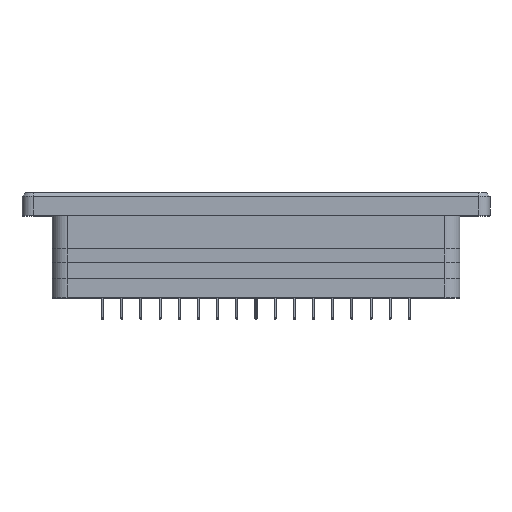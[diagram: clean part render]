
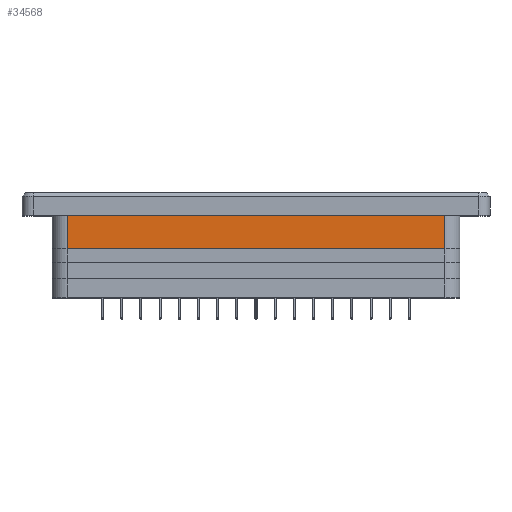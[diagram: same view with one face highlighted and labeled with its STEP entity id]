
A CAD part, top view. The second image highlights one B-rep face of the part: STEP entity #34568.
In plain terms, the highlighted planar face has unit normal (0, 0, 1).
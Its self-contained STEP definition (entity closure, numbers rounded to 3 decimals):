
#166 = LINE ( 'NONE', #1163, #11087 ) ;
#215 = CARTESIAN_POINT ( 'NONE',  ( -94.089, 31.134, 27. ) ) ;
#344 = CARTESIAN_POINT ( 'NONE',  ( -46.754, 31.134, 27. ) ) ;
#1163 = CARTESIAN_POINT ( 'NONE',  ( -96.089, 26.684, 27. ) ) ;
#2080 = VERTEX_POINT ( 'NONE', #215 ) ;
#3262 = VECTOR ( 'NONE', #7572, 1000. ) ;
#3776 = AXIS2_PLACEMENT_3D ( 'NONE', #34593, #41124, #21179 ) ;
#4883 = CARTESIAN_POINT ( 'NONE',  ( -96.089, 31.134, 27. ) ) ;
#5152 = ORIENTED_EDGE ( 'NONE', *, *, #13471, .F. ) ;
#5949 = VECTOR ( 'NONE', #38665, 1000. ) ;
#7572 = DIRECTION ( 'NONE',  ( 0., 1., 0. ) ) ;
#7958 = CARTESIAN_POINT ( 'NONE',  ( -94.089, 26.684, 27. ) ) ;
#8223 = EDGE_CURVE ( 'NONE', #32360, #12881, #15355, .T. ) ;
#11087 = VECTOR ( 'NONE', #21264, 1000. ) ;
#11559 = DIRECTION ( 'NONE',  ( 1., 0., 0. ) ) ;
#12881 = VERTEX_POINT ( 'NONE', #36900 ) ;
#13471 = EDGE_CURVE ( 'NONE', #31056, #32360, #24594, .T. ) ;
#13631 = ORIENTED_EDGE ( 'NONE', *, *, #29469, .T. ) ;
#13735 = ORIENTED_EDGE ( 'NONE', *, *, #29583, .T. ) ;
#15212 = VERTEX_POINT ( 'NONE', #18304 ) ;
#15355 = LINE ( 'NONE', #22526, #40637 ) ;
#16087 = ORIENTED_EDGE ( 'NONE', *, *, #41307, .F. ) ;
#17636 = LINE ( 'NONE', #4883, #37754 ) ;
#18304 = CARTESIAN_POINT ( 'NONE',  ( -44.089, 26.684, 27. ) ) ;
#19355 = VERTEX_POINT ( 'NONE', #7958 ) ;
#20186 = ORIENTED_EDGE ( 'NONE', *, *, #8223, .F. ) ;
#21179 = DIRECTION ( 'NONE',  ( -1., 0., 0. ) ) ;
#21264 = DIRECTION ( 'NONE',  ( 1., 0., 0. ) ) ;
#22526 = CARTESIAN_POINT ( 'NONE',  ( -96.089, 31.134, 27. ) ) ;
#23925 = FACE_OUTER_BOUND ( 'NONE', #26223, .T. ) ;
#24171 = CARTESIAN_POINT ( 'NONE',  ( -44.089, 31.134, 27. ) ) ;
#24594 = LINE ( 'NONE', #39201, #34948 ) ;
#26223 = EDGE_LOOP ( 'NONE', ( #27179, #13735, #13631, #20186, #5152, #16087 ) ) ;
#27179 = ORIENTED_EDGE ( 'NONE', *, *, #37692, .T. ) ;
#28630 = LINE ( 'NONE', #24171, #3262 ) ;
#29469 = EDGE_CURVE ( 'NONE', #15212, #12881, #28630, .T. ) ;
#29583 = EDGE_CURVE ( 'NONE', #19355, #15212, #166, .T. ) ;
#31056 = VERTEX_POINT ( 'NONE', #40375 ) ;
#31130 = PLANE ( 'NONE',  #3776 ) ;
#32360 = VERTEX_POINT ( 'NONE', #344 ) ;
#34568 = ADVANCED_FACE ( 'NONE', ( #23925 ), #31130, .F. ) ;
#34593 = CARTESIAN_POINT ( 'NONE',  ( -96.089, 31.134, 27. ) ) ;
#34948 = VECTOR ( 'NONE', #35737, 1000. ) ;
#35737 = DIRECTION ( 'NONE',  ( 1., 0., 0. ) ) ;
#36430 = LINE ( 'NONE', #41962, #5949 ) ;
#36900 = CARTESIAN_POINT ( 'NONE',  ( -44.089, 31.134, 27. ) ) ;
#37692 = EDGE_CURVE ( 'NONE', #2080, #19355, #36430, .T. ) ;
#37754 = VECTOR ( 'NONE', #11559, 1000. ) ;
#38665 = DIRECTION ( 'NONE',  ( 0., -1., 0. ) ) ;
#39201 = CARTESIAN_POINT ( 'NONE',  ( -96.089, 31.134, 27. ) ) ;
#39243 = DIRECTION ( 'NONE',  ( 1., 0., 0. ) ) ;
#40375 = CARTESIAN_POINT ( 'NONE',  ( -51.562, 31.134, 27. ) ) ;
#40637 = VECTOR ( 'NONE', #39243, 1000. ) ;
#41124 = DIRECTION ( 'NONE',  ( 0., 0., -1. ) ) ;
#41307 = EDGE_CURVE ( 'NONE', #2080, #31056, #17636, .T. ) ;
#41962 = CARTESIAN_POINT ( 'NONE',  ( -94.089, 31.134, 27. ) ) ;
